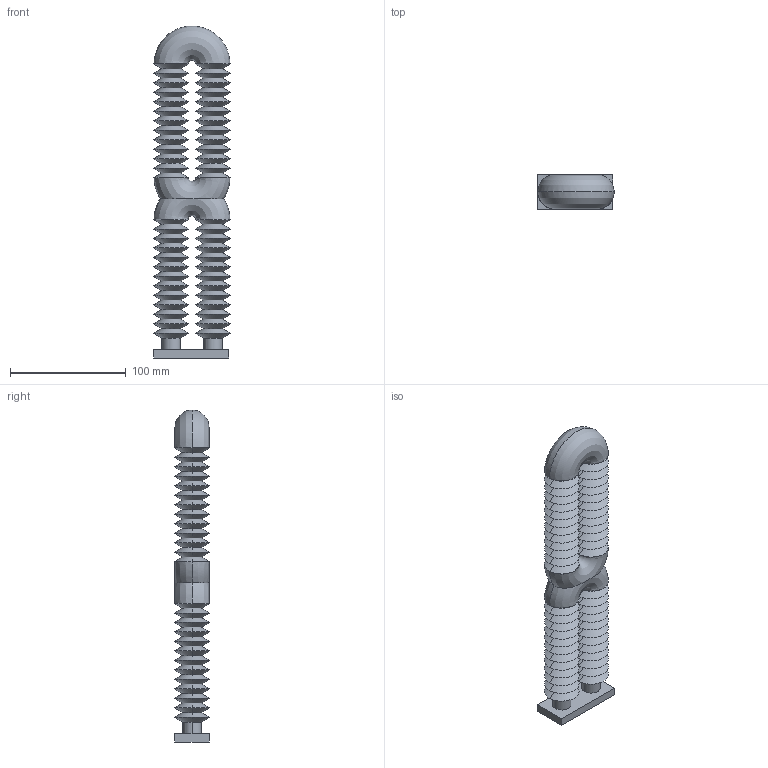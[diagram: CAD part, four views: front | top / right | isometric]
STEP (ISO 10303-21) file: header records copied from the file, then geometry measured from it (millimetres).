
FILE_DESCRIPTION(/* description */ (''),/* implementation_level */ '2;1');
FILE_NAME(/* name */ 'Unity',/* time_stamp */ '2019-11-28T03:02:50-06:00',/* author */ (''),/* organization */ (''),/* preprocessor_version */ 'ST-DEVELOPER v16.5',/* originating_system */ '',/* authorisation */ '');
FILE_SCHEMA (('AUTOMOTIVE_DESIGN'));
Length unit declared in the file: millimetre
Products named in the file (1): Document
Bounding box: 66 x 30 x 287.45 mm (x, y, z)
Volume: 328131.7 mm3; surface area: 104311.4 mm2
Topology: 5 solids, 5 shells, 444 faces, 887 edges, 455 vertices
Faces by surface type: bspline 426, plane 18
Entity records: 15428 total; most frequent: CARTESIAN_POINT 10652, ORIENTED_EDGE 1774, EDGE_CURVE 887, VERTEX_POINT 455, EDGE_LOOP 450, ADVANCED_FACE 444, FACE_OUTER_BOUND 444, B_SPLINE_CURVE_WITH_KNOTS 225
